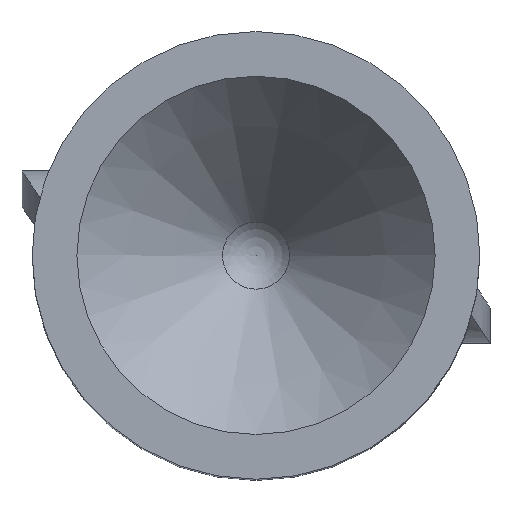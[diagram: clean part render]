
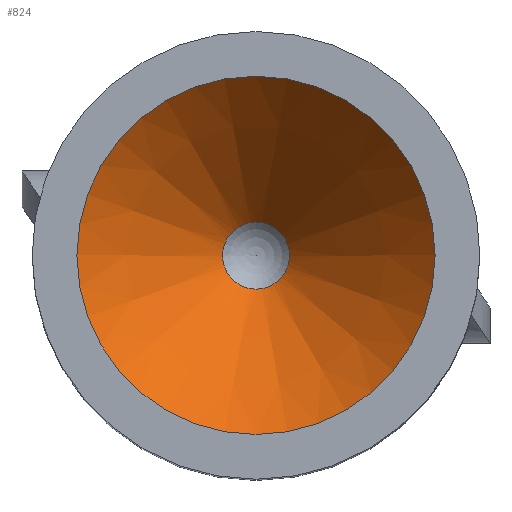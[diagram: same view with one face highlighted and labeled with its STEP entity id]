
A CAD part, top view. The second image highlights one B-rep face of the part: STEP entity #824.
In plain terms, the highlighted conical face has half-angle 41.593 degrees and reference radius 0.374 mm.
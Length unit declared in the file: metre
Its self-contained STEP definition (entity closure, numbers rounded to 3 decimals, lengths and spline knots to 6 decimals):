
#10=CONICAL_SURFACE('',#939,0.000374,0.726);
#14=CIRCLE('',#935,0.002);
#15=CIRCLE('',#938,0.000374);
#120=ORIENTED_EDGE('',*,*,#312,.F.);
#121=ORIENTED_EDGE('',*,*,#313,.T.);
#312=EDGE_CURVE('',#412,#412,#14,.T.);
#313=EDGE_CURVE('',#413,#413,#15,.T.);
#412=VERTEX_POINT('',#1754);
#413=VERTEX_POINT('',#1758);
#666=EDGE_LOOP('',(#120));
#667=EDGE_LOOP('',(#121));
#726=FACE_BOUND('',#666,.T.);
#727=FACE_BOUND('',#667,.T.);
#824=ADVANCED_FACE('',(#726,#727),#10,.F.);
#935=AXIS2_PLACEMENT_3D('',#1753,#1027,#1028);
#938=AXIS2_PLACEMENT_3D('',#1757,#1033,#1034);
#939=AXIS2_PLACEMENT_3D('',#1759,#1035,#1036);
#1027=DIRECTION('',(0.,0.,-1.));
#1028=DIRECTION('',(-1.,0.,0.));
#1033=DIRECTION('',(0.,0.,-1.));
#1034=DIRECTION('',(-1.,0.,0.));
#1035=DIRECTION('',(0.,0.,1.));
#1036=DIRECTION('',(1.,0.,0.));
#1753=CARTESIAN_POINT('',(0.,0.,0.008));
#1754=CARTESIAN_POINT('',(-0.002,0.,0.008));
#1757=CARTESIAN_POINT('',(0.,0.,0.006168));
#1758=CARTESIAN_POINT('',(-0.000374,0.,0.006168));
#1759=CARTESIAN_POINT('',(0.,0.,0.006168));
